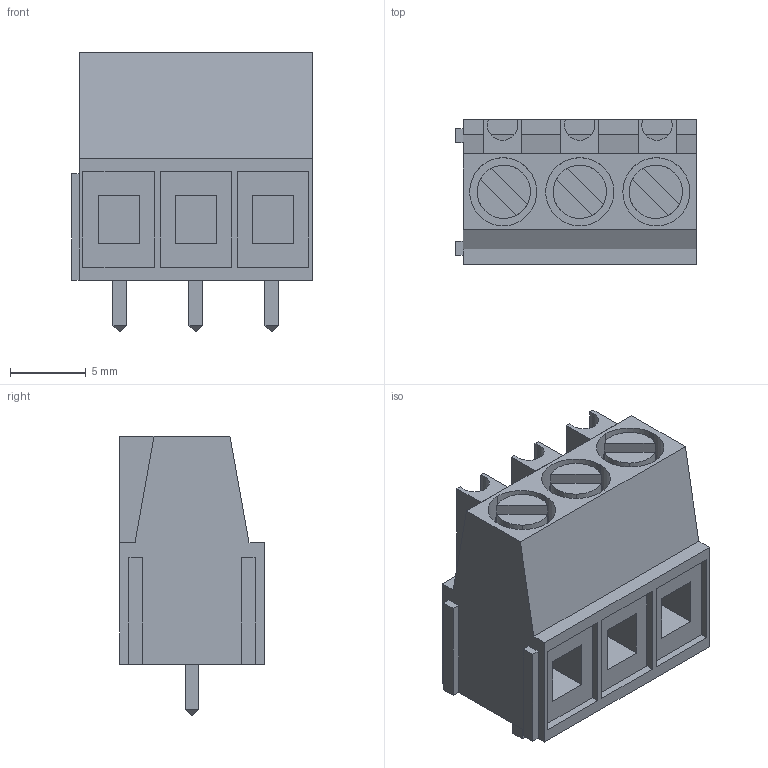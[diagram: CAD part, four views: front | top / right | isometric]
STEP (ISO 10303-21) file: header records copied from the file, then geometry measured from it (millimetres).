
FILE_DESCRIPTION((''),'2;1');
FILE_NAME('WIELAND_25.161.0353.0.stp','2009-06-02T10:48:18',(''),(''),'Mechanical Desktop 2006','Mechanical Desktop 2006',', , ');
FILE_SCHEMA(('AUTOMOTIVE_DESIGN { 1 2 10303 214 0 1 1 1 }'));
Length unit declared in the file: millimetre
Products named in the file (1): Product
Bounding box: 15.85 x 9.5 x 18.4 mm (x, y, z)
Volume: 1511.8 mm3; surface area: 1951.4 mm2
Topology: 12 solids, 12 shells, 154 faces, 351 edges, 230 vertices
Faces by surface type: plane 132, cylinder 22
Entity records: 4316 total; most frequent: CARTESIAN_POINT 736, DIRECTION 717, ORIENTED_EDGE 702, EDGE_CURVE 351, VECTOR 295, LINE 295, VERTEX_POINT 230, AXIS2_PLACEMENT_3D 211
